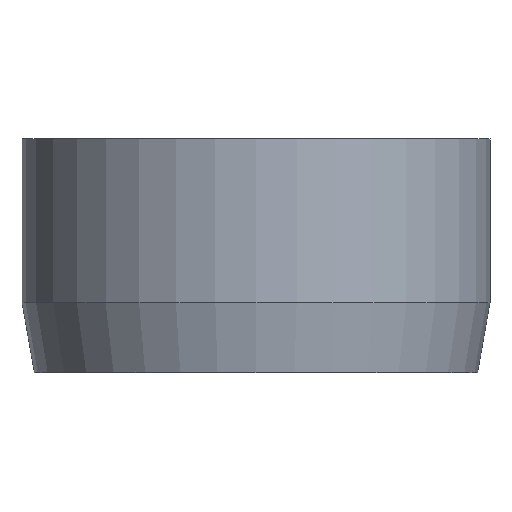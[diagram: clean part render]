
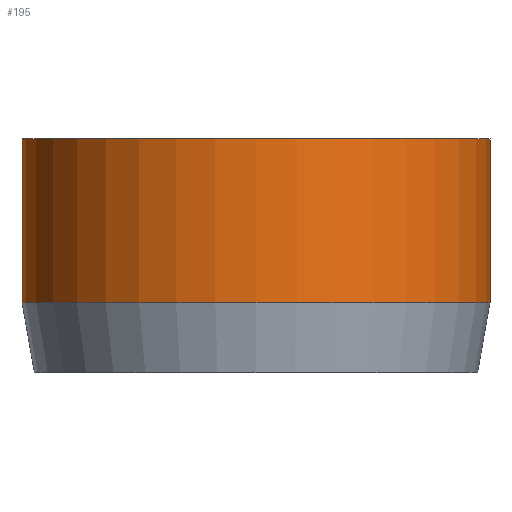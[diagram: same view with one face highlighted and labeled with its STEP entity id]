
A CAD part, front view. The second image highlights one B-rep face of the part: STEP entity #195.
In plain terms, the highlighted cylindrical face has radius 5 mm (diameter 10 mm), a partial arc.
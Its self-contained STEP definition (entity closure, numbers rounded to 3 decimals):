
#6 = AXIS2_PLACEMENT_3D ( 'NONE', #729, #51, #144 ) ;
#23 = VECTOR ( 'NONE', #340, 1000. ) ;
#41 = ORIENTED_EDGE ( 'NONE', *, *, #831, .F. ) ;
#42 = LINE ( 'NONE', #1027, #754 ) ;
#51 = DIRECTION ( 'NONE',  ( 0., 0., -1. ) ) ;
#65 = CARTESIAN_POINT ( 'NONE',  ( -5., 0., 5. ) ) ;
#144 = DIRECTION ( 'NONE',  ( -1., 0., 0. ) ) ;
#195 = ADVANCED_FACE ( 'NONE', ( #602 ), #586, .T. ) ;
#270 = DIRECTION ( 'NONE',  ( 0., 0., 1. ) ) ;
#310 = CARTESIAN_POINT ( 'NONE',  ( 5., 0., 1.5 ) ) ;
#340 = DIRECTION ( 'NONE',  ( 0., 0., -1. ) ) ;
#417 = DIRECTION ( 'NONE',  ( 0., 0., 1. ) ) ;
#472 = LINE ( 'NONE', #65, #23 ) ;
#491 = CARTESIAN_POINT ( 'NONE',  ( -5., 0., 5. ) ) ;
#501 = ORIENTED_EDGE ( 'NONE', *, *, #859, .T. ) ;
#586 = CYLINDRICAL_SURFACE ( 'NONE', #6, 5. ) ;
#602 = FACE_OUTER_BOUND ( 'NONE', #1078, .T. ) ;
#611 = CARTESIAN_POINT ( 'NONE',  ( 5., 0., 5. ) ) ;
#637 = CIRCLE ( 'NONE', #1011, 5. ) ;
#659 = DIRECTION ( 'NONE',  ( 0., 0., -1. ) ) ;
#672 = CIRCLE ( 'NONE', #714, 5. ) ;
#693 = VERTEX_POINT ( 'NONE', #310 ) ;
#714 = AXIS2_PLACEMENT_3D ( 'NONE', #763, #270, #860 ) ;
#729 = CARTESIAN_POINT ( 'NONE',  ( 0., 0., 5. ) ) ;
#754 = VECTOR ( 'NONE', #659, 1000. ) ;
#763 = CARTESIAN_POINT ( 'NONE',  ( 0., 0., 5. ) ) ;
#808 = VERTEX_POINT ( 'NONE', #1114 ) ;
#828 = VERTEX_POINT ( 'NONE', #491 ) ;
#831 = EDGE_CURVE ( 'NONE', #1097, #693, #42, .T. ) ;
#859 = EDGE_CURVE ( 'NONE', #828, #808, #472, .T. ) ;
#860 = DIRECTION ( 'NONE',  ( 1., 0., 0. ) ) ;
#880 = EDGE_CURVE ( 'NONE', #828, #1097, #672, .T. ) ;
#927 = EDGE_CURVE ( 'NONE', #808, #693, #637, .T. ) ;
#935 = CARTESIAN_POINT ( 'NONE',  ( 0., 0., 1.5 ) ) ;
#1011 = AXIS2_PLACEMENT_3D ( 'NONE', #935, #417, #1025 ) ;
#1025 = DIRECTION ( 'NONE',  ( 1., 0., 0. ) ) ;
#1027 = CARTESIAN_POINT ( 'NONE',  ( 5., 0., 5. ) ) ;
#1078 = EDGE_LOOP ( 'NONE', ( #41, #1113, #501, #1126 ) ) ;
#1097 = VERTEX_POINT ( 'NONE', #611 ) ;
#1113 = ORIENTED_EDGE ( 'NONE', *, *, #880, .F. ) ;
#1114 = CARTESIAN_POINT ( 'NONE',  ( -5., 0., 1.5 ) ) ;
#1126 = ORIENTED_EDGE ( 'NONE', *, *, #927, .T. ) ;
